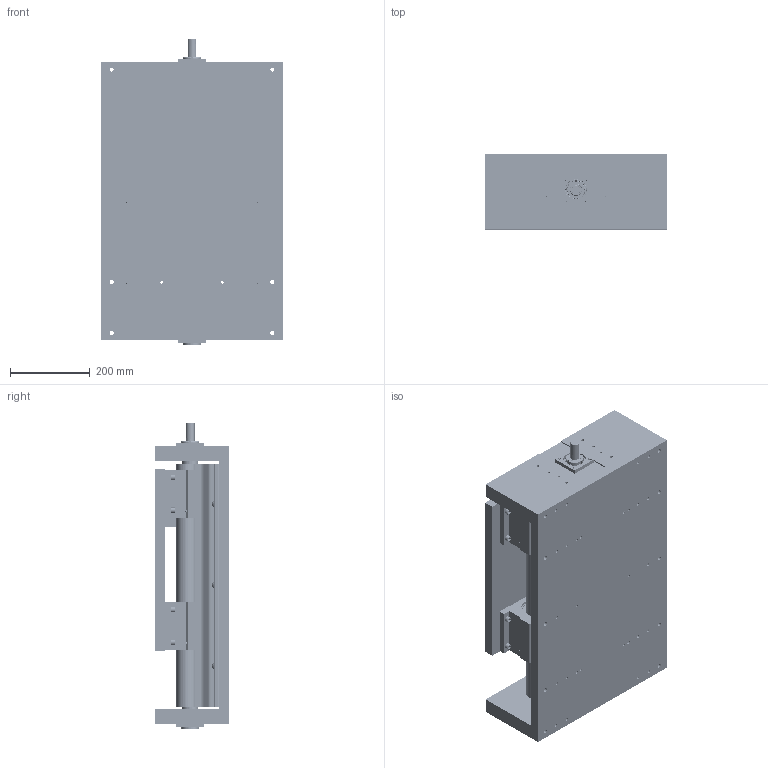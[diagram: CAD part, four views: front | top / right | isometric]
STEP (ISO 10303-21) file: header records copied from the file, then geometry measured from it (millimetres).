
FILE_DESCRIPTION (( 'STEP AP214' ), '1' );
FILE_NAME ('LinearSlide2_578006127D.step', '2022-02-25T15:10:39', ( '' ), ( '' ), 'SwSTEP 2.0', 'SolidWorks 2019', '' );
FILE_SCHEMA (( 'AUTOMOTIVE_DESIGN' ));
Length unit declared in the file: inch
Products named in the file (5): qIUGMGMDgZ_CADModel_1; qIUGMGMDgZ_CADModel_0; LinearSlide2_578006127D
Assembly tree (2 placements, depth 2):
  qIUGMGMDgZ_CADModel_0
  qIUGMGMDgZ_CADModel_1
  LinearSlide2_578006127D
    qIUGMGMDgZ_CADModel_1
    qIUGMGMDgZ_CADModel_0
Bounding box: 457.2 x 187.32 x 769.47 mm (x, y, z)
Volume: 29220088.6 mm3; surface area: 3389660.5 mm2
Topology: 121 solids, 125 shells, 3837 faces, 9802 edges, 6084 vertices
Faces by surface type: plane 1370, cylinder 1184, cone 831, torus 316, sphere 120, bspline 16
Entity records: 172616 total; most frequent: CARTESIAN_POINT 29673, DIRECTION 19518, ORIENTED_EDGE 18836, EDGE_CURVE 9418, AXIS2_PLACEMENT_3D 7731, VERTEX_POINT 5896, EDGE_LOOP 4324, VECTOR 4056
